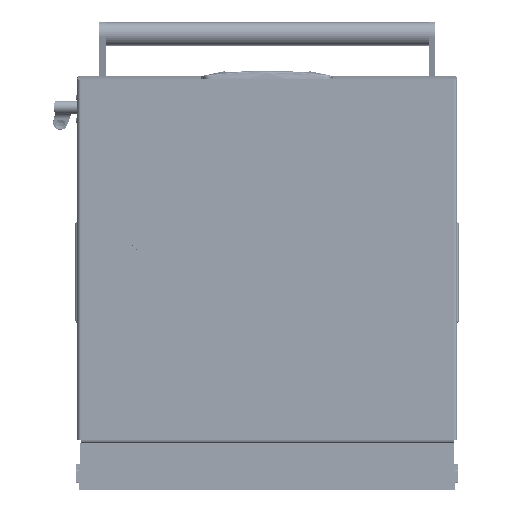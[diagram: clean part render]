
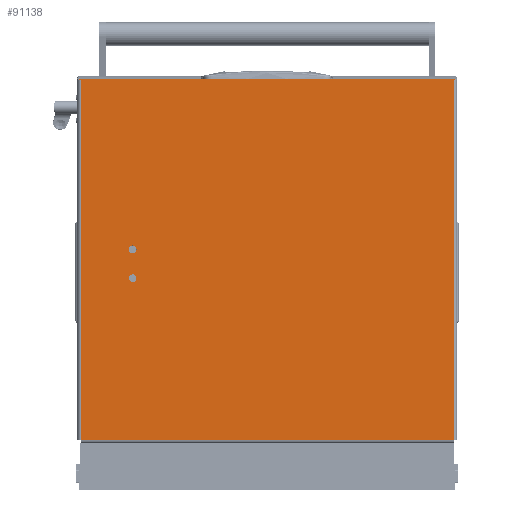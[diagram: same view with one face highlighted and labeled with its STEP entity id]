
A CAD part, front view. The second image highlights one B-rep face of the part: STEP entity #91138.
In plain terms, the highlighted face is planar.
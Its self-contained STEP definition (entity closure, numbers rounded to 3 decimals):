
#356 = LINE ( 'NONE', #120081, #124703 ) ;
#1940 = DIRECTION ( 'NONE',  ( -1., 0., 0. ) ) ;
#3709 = CARTESIAN_POINT ( 'NONE',  ( 240., 389., 0. ) ) ;
#3971 = EDGE_CURVE ( 'NONE', #26497, #23906, #114970, .T. ) ;
#6871 = DIRECTION ( 'NONE',  ( 0., 1., 0. ) ) ;
#8741 = CARTESIAN_POINT ( 'NONE',  ( 235.3, 389., 0. ) ) ;
#9855 = ORIENTED_EDGE ( 'NONE', *, *, #123289, .F. ) ;
#10385 = AXIS2_PLACEMENT_3D ( 'NONE', #105721, #115992, #94633 ) ;
#11781 = ORIENTED_EDGE ( 'NONE', *, *, #94317, .T. ) ;
#15687 = CARTESIAN_POINT ( 'NONE',  ( 0., 454., 0. ) ) ;
#16755 = AXIS2_PLACEMENT_3D ( 'NONE', #63186, #61410, #124667 ) ;
#17773 = CARTESIAN_POINT ( 'NONE',  ( 200.3, 389., 0. ) ) ;
#18499 = CARTESIAN_POINT ( 'NONE',  ( 0., -4., 0. ) ) ;
#19323 = EDGE_LOOP ( 'NONE', ( #62513, #11781, #124016, #110766, #23552, #51539, #100068, #9855 ) ) ;
#19463 = VERTEX_POINT ( 'NONE', #50530 ) ;
#20637 = VECTOR ( 'NONE', #31978, 1000. ) ;
#23552 = ORIENTED_EDGE ( 'NONE', *, *, #41971, .F. ) ;
#23906 = VERTEX_POINT ( 'NONE', #122411 ) ;
#24781 = CIRCLE ( 'NONE', #130190, 4.7 ) ;
#26497 = VERTEX_POINT ( 'NONE', #126689 ) ;
#29302 = EDGE_CURVE ( 'NONE', #19463, #119072, #24781, .T. ) ;
#31978 = DIRECTION ( 'NONE',  ( 0., -1., 0. ) ) ;
#35675 = CARTESIAN_POINT ( 'NONE',  ( 0., 454., 0. ) ) ;
#35918 = CARTESIAN_POINT ( 'NONE',  ( 0., 452., 0. ) ) ;
#37107 = EDGE_CURVE ( 'NONE', #70866, #82386, #59388, .T. ) ;
#37887 = DIRECTION ( 'NONE',  ( 0., 0., -1. ) ) ;
#38529 = DIRECTION ( 'NONE',  ( 0., 1., 0. ) ) ;
#38758 = PLANE ( 'NONE',  #39902 ) ;
#39241 = LINE ( 'NONE', #18499, #123710 ) ;
#39902 = AXIS2_PLACEMENT_3D ( 'NONE', #67260, #37887, #108274 ) ;
#41971 = EDGE_CURVE ( 'NONE', #23906, #90975, #356, .T. ) ;
#42459 = VECTOR ( 'NONE', #126089, 1000. ) ;
#44538 = CIRCLE ( 'NONE', #16755, 4.7 ) ;
#47348 = CARTESIAN_POINT ( 'NONE',  ( -2., -4., 0. ) ) ;
#47479 = ORIENTED_EDGE ( 'NONE', *, *, #97065, .F. ) ;
#48262 = DIRECTION ( 'NONE',  ( 1., 0., 0. ) ) ;
#49937 = EDGE_CURVE ( 'NONE', #115190, #108996, #130781, .T. ) ;
#50140 = FACE_BOUND ( 'NONE', #75760, .T. ) ;
#50530 = CARTESIAN_POINT ( 'NONE',  ( 244.7, 389., 0. ) ) ;
#51539 = ORIENTED_EDGE ( 'NONE', *, *, #3971, .F. ) ;
#51936 = CARTESIAN_POINT ( 'NONE',  ( 436., 452., 0. ) ) ;
#52328 = EDGE_LOOP ( 'NONE', ( #47479, #94307 ) ) ;
#52670 = CARTESIAN_POINT ( 'NONE',  ( 0., -2., 0. ) ) ;
#55367 = CARTESIAN_POINT ( 'NONE',  ( 209.7, 389., 0. ) ) ;
#58227 = CARTESIAN_POINT ( 'NONE',  ( -2., -2., 0. ) ) ;
#59199 = CARTESIAN_POINT ( 'NONE',  ( -2., 454., 0. ) ) ;
#59388 = LINE ( 'NONE', #47348, #131174 ) ;
#61410 = DIRECTION ( 'NONE',  ( 0., 0., -1. ) ) ;
#62513 = ORIENTED_EDGE ( 'NONE', *, *, #84780, .F. ) ;
#63186 = CARTESIAN_POINT ( 'NONE',  ( 240., 389., 0. ) ) ;
#63924 = VERTEX_POINT ( 'NONE', #122436 ) ;
#66584 = CARTESIAN_POINT ( 'NONE',  ( 0., 0., 0. ) ) ;
#66591 = DIRECTION ( 'NONE',  ( -1., 0., 0. ) ) ;
#67260 = CARTESIAN_POINT ( 'NONE',  ( 0., 452., 0. ) ) ;
#67439 = CIRCLE ( 'NONE', #94139, 4.7 ) ;
#70866 = VERTEX_POINT ( 'NONE', #58227 ) ;
#71618 = VECTOR ( 'NONE', #48262, 1000. ) ;
#75760 = EDGE_LOOP ( 'NONE', ( #112533, #104140 ) ) ;
#76554 = EDGE_CURVE ( 'NONE', #82386, #90975, #103076, .T. ) ;
#77666 = DIRECTION ( 'NONE',  ( 0., 1., 0. ) ) ;
#81356 = LINE ( 'NONE', #52670, #108513 ) ;
#82386 = VERTEX_POINT ( 'NONE', #59199 ) ;
#84670 = VECTOR ( 'NONE', #66591, 1000. ) ;
#84780 = EDGE_CURVE ( 'NONE', #91640, #86133, #39241, .T. ) ;
#85668 = DIRECTION ( 'NONE',  ( 0., 0., -1. ) ) ;
#85909 = EDGE_CURVE ( 'NONE', #108996, #115190, #67439, .T. ) ;
#86133 = VERTEX_POINT ( 'NONE', #123639 ) ;
#90975 = VERTEX_POINT ( 'NONE', #15687 ) ;
#91138 = ADVANCED_FACE ( 'NONE', ( #50140, #125060, #94751 ), #38758, .T. ) ;
#91640 = VERTEX_POINT ( 'NONE', #117501 ) ;
#94139 = AXIS2_PLACEMENT_3D ( 'NONE', #127749, #98387, #118408 ) ;
#94307 = ORIENTED_EDGE ( 'NONE', *, *, #29302, .F. ) ;
#94317 = EDGE_CURVE ( 'NONE', #91640, #70866, #81356, .T. ) ;
#94633 = DIRECTION ( 'NONE',  ( -1., 0., 0. ) ) ;
#94751 = FACE_OUTER_BOUND ( 'NONE', #19323, .T. ) ;
#95484 = DIRECTION ( 'NONE',  ( -1., 0., 0. ) ) ;
#97065 = EDGE_CURVE ( 'NONE', #119072, #19463, #44538, .T. ) ;
#98387 = DIRECTION ( 'NONE',  ( 0., 0., -1. ) ) ;
#100068 = ORIENTED_EDGE ( 'NONE', *, *, #111690, .T. ) ;
#103076 = LINE ( 'NONE', #35675, #42459 ) ;
#104140 = ORIENTED_EDGE ( 'NONE', *, *, #49937, .F. ) ;
#105721 = CARTESIAN_POINT ( 'NONE',  ( 205., 389., 0. ) ) ;
#108274 = DIRECTION ( 'NONE',  ( -1., 0., 0. ) ) ;
#108513 = VECTOR ( 'NONE', #1940, 1000. ) ;
#108996 = VERTEX_POINT ( 'NONE', #17773 ) ;
#110766 = ORIENTED_EDGE ( 'NONE', *, *, #76554, .T. ) ;
#111690 = EDGE_CURVE ( 'NONE', #26497, #63924, #125771, .T. ) ;
#112533 = ORIENTED_EDGE ( 'NONE', *, *, #85909, .F. ) ;
#114970 = LINE ( 'NONE', #35918, #84670 ) ;
#115190 = VERTEX_POINT ( 'NONE', #55367 ) ;
#115992 = DIRECTION ( 'NONE',  ( 0., 0., -1. ) ) ;
#117501 = CARTESIAN_POINT ( 'NONE',  ( 0., -2., 0. ) ) ;
#118408 = DIRECTION ( 'NONE',  ( -1., 0., 0. ) ) ;
#119072 = VERTEX_POINT ( 'NONE', #8741 ) ;
#120081 = CARTESIAN_POINT ( 'NONE',  ( 0., -4., 0. ) ) ;
#122411 = CARTESIAN_POINT ( 'NONE',  ( 0., 452., 0. ) ) ;
#122436 = CARTESIAN_POINT ( 'NONE',  ( 436., 0., 0. ) ) ;
#122705 = LINE ( 'NONE', #66584, #71618 ) ;
#123289 = EDGE_CURVE ( 'NONE', #86133, #63924, #122705, .T. ) ;
#123639 = CARTESIAN_POINT ( 'NONE',  ( 0., 0., 0. ) ) ;
#123710 = VECTOR ( 'NONE', #77666, 1000. ) ;
#124016 = ORIENTED_EDGE ( 'NONE', *, *, #37107, .T. ) ;
#124667 = DIRECTION ( 'NONE',  ( -1., 0., 0. ) ) ;
#124703 = VECTOR ( 'NONE', #38529, 1000. ) ;
#125060 = FACE_BOUND ( 'NONE', #52328, .T. ) ;
#125771 = LINE ( 'NONE', #51936, #20637 ) ;
#126089 = DIRECTION ( 'NONE',  ( 1., 0., 0. ) ) ;
#126689 = CARTESIAN_POINT ( 'NONE',  ( 436., 452., 0. ) ) ;
#127749 = CARTESIAN_POINT ( 'NONE',  ( 205., 389., 0. ) ) ;
#130190 = AXIS2_PLACEMENT_3D ( 'NONE', #3709, #85668, #95484 ) ;
#130781 = CIRCLE ( 'NONE', #10385, 4.7 ) ;
#131174 = VECTOR ( 'NONE', #6871, 1000. ) ;
